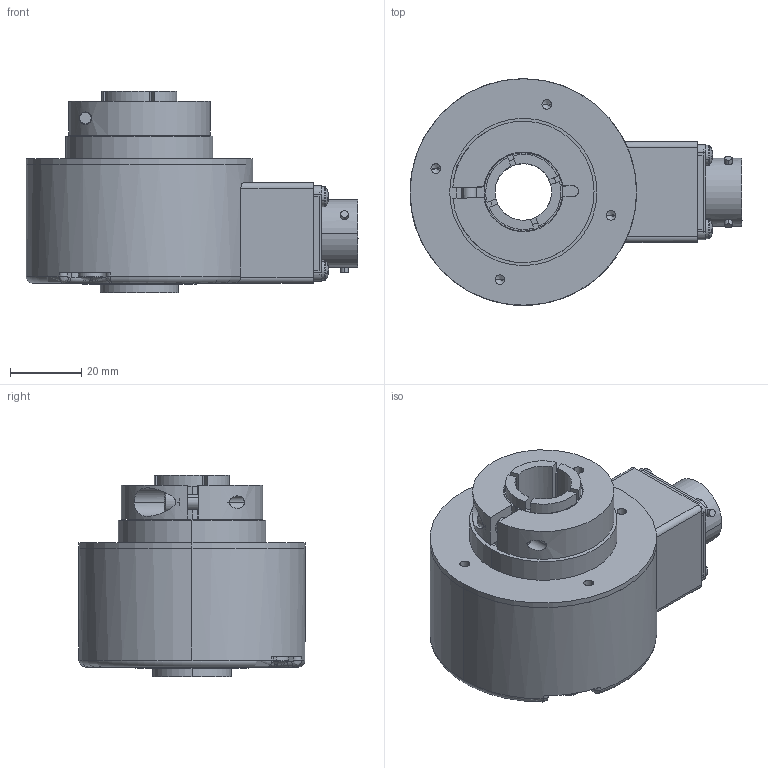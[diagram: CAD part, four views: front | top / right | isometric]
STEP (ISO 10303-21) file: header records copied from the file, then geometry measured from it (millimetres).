
FILE_DESCRIPTION (( 'STEP AP203' ), '1' );
FILE_NAME ('HS25-SM12.STEP', '2020-12-03T21:03:17', ( '' ), ( '' ), 'SwSTEP 2.0', 'SolidWorks 2018', '' );
FILE_SCHEMA (( 'CONFIG_CONTROL_DESIGN' ));
Length unit declared in the file: inch
Products named in the file (9): pan cross head_ai_CR-PHMS 0.138-32x0.375x0.375-N; HS25-SM12; HS25-75_HS25 M12; pan cross head_ai_CR-PHMS 0.112-40x0.375x0.375-N; 38349-002 HS25 collet clamp; HS25 bushing_.625 ID; M12 conn; SCS adapter for M12 pattern; socket head cap screw_ai_HX-SHCS 0.164-32x0.5x0.5-N
Assembly tree (12 placements, depth 2):
  HS25-SM12
    HS25-75_HS25 M12
    HS25 bushing_.625 ID
    M12 conn
    SCS adapter for M12 pattern
    pan cross head_ai_CR-PHMS 0.112-40x0.375x0.375-N  x4
    38349-002 HS25 collet clamp
    socket head cap screw_ai_HX-SHCS 0.164-32x0.5x0.5-N
    pan cross head_ai_CR-PHMS 0.138-32x0.375x0.375-N  x2
Bounding box: 93.01 x 63.5 x 56.52 mm (x, y, z)
Volume: 124910.8 mm3; surface area: 40474.1 mm2
Topology: 12 solids, 12 shells, 500 faces, 1201 edges, 753 vertices
Faces by surface type: plane 257, cylinder 167, cone 30, torus 20, bspline 14, sphere 12
Entity records: 14050 total; most frequent: CARTESIAN_POINT 3163, DIRECTION 2157, ORIENTED_EDGE 1958, EDGE_CURVE 979, AXIS2_PLACEMENT_3D 813, VERTEX_POINT 633, LINE 531, VECTOR 531
